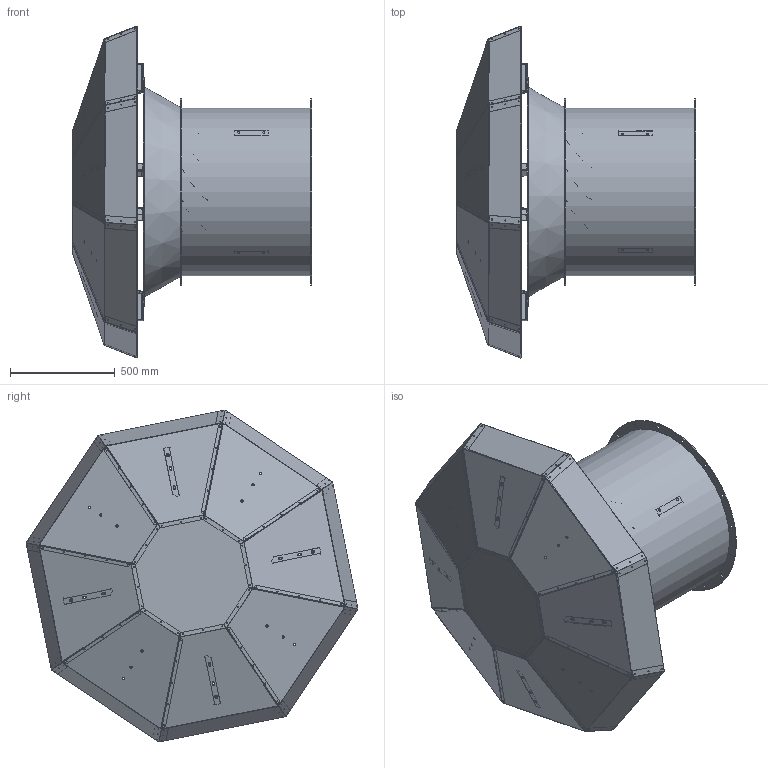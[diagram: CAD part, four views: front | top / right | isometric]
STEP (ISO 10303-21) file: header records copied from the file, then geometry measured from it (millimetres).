
FILE_DESCRIPTION(('STEP AP203'), '1');
FILE_NAME('薹恘 8', '', ('UNSPECIFIED'), ('UNSPECIFIED'), 'ASCON STEP Converter 1.3', 'ASCON Math Kernel', '');
FILE_SCHEMA(('CONFIG_CONTROL_DESIGN'));
Length unit declared in the file: millimetre
Bounding box: 1144.67 x 1586.11 x 1586.11 mm (x, y, z)
Volume: 14041507 mm3; surface area: 13681311.1 mm2
Topology: 24 solids, 24 shells, 2403 faces, 6382 edges, 3996 vertices
Faces by surface type: plane 1276, cylinder 636, bspline 484, cone 7
Full cylindrical faces by diameter (mm): 5 x176, 11 x8, 11.3 x24, 16 x4, 50 x1, 65 x1, 75 x4, 80 x1, 804 x3, 890 x3, 1004 x1, 1100 x1
Entity records: 99914 total; most frequent: CARTESIAN_POINT 23789, ORIENTED_EDGE 12286, DIRECTION 10058, EDGE_CURVE 6143, VERTEX_POINT 3996, LINE 3792, VECTOR 3792, EDGE_LOOP 3275
